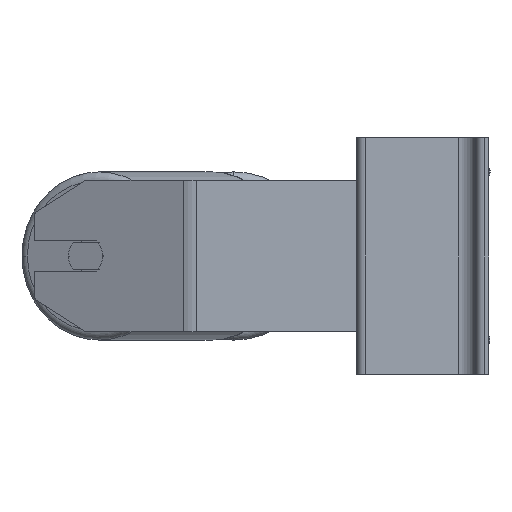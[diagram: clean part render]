
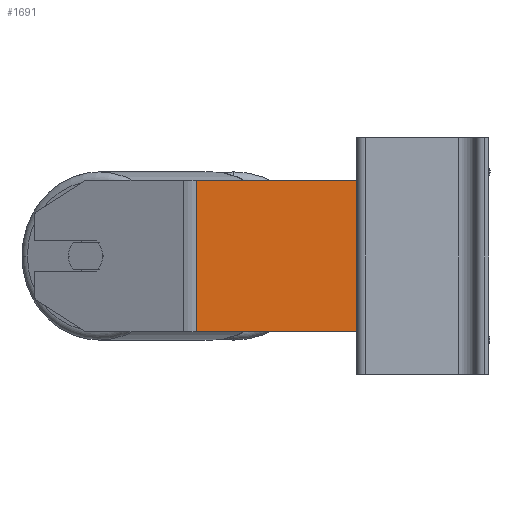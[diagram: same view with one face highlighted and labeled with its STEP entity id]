
A CAD part, left-side view. The second image highlights one B-rep face of the part: STEP entity #1691.
In plain terms, the highlighted planar face has unit normal (-1, 0, 0).
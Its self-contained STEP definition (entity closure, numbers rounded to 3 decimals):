
#57 = CARTESIAN_POINT ( 'NONE',  ( -288., 106.248, 40. ) ) ;
#84 = DIRECTION ( 'NONE',  ( 0., -1., 0. ) ) ;
#101 = EDGE_CURVE ( 'NONE', #8646, #3162, #175, .T. ) ;
#175 = LINE ( 'NONE', #6600, #3868 ) ;
#839 = CARTESIAN_POINT ( 'NONE',  ( -288., 106.248, 40. ) ) ;
#965 = PLANE ( 'NONE',  #1168 ) ;
#1078 = VECTOR ( 'NONE', #1289, 1000. ) ;
#1168 = AXIS2_PLACEMENT_3D ( 'NONE', #57, #4097, #4792 ) ;
#1289 = DIRECTION ( 'NONE',  ( 0., -1., 0. ) ) ;
#1343 = CARTESIAN_POINT ( 'NONE',  ( -288., 102.701, 40. ) ) ;
#1409 = CARTESIAN_POINT ( 'NONE',  ( -288., 102.701, 40. ) ) ;
#1691 = ADVANCED_FACE ( 'NONE', ( #2499 ), #965, .F. ) ;
#1813 = CARTESIAN_POINT ( 'NONE',  ( -288., 18., -40. ) ) ;
#2281 = DIRECTION ( 'NONE',  ( 0., 0., -1. ) ) ;
#2499 = FACE_OUTER_BOUND ( 'NONE', #10466, .T. ) ;
#2648 = ORIENTED_EDGE ( 'NONE', *, *, #5105, .T. ) ;
#2930 = LINE ( 'NONE', #9307, #1078 ) ;
#3162 = VERTEX_POINT ( 'NONE', #1813 ) ;
#3685 = CARTESIAN_POINT ( 'NONE',  ( -288., 18., 40. ) ) ;
#3868 = VECTOR ( 'NONE', #9636, 1000. ) ;
#4097 = DIRECTION ( 'NONE',  ( 1., 0., 0. ) ) ;
#4130 = VECTOR ( 'NONE', #2281, 1000. ) ;
#4300 = VERTEX_POINT ( 'NONE', #5348 ) ;
#4792 = DIRECTION ( 'NONE',  ( 0., 1., 0. ) ) ;
#4973 = LINE ( 'NONE', #839, #9595 ) ;
#5033 = EDGE_CURVE ( 'NONE', #4300, #3162, #2930, .T. ) ;
#5105 = EDGE_CURVE ( 'NONE', #5980, #4300, #6421, .T. ) ;
#5348 = CARTESIAN_POINT ( 'NONE',  ( -288., 102.701, -40. ) ) ;
#5693 = EDGE_CURVE ( 'NONE', #5980, #8646, #4973, .T. ) ;
#5980 = VERTEX_POINT ( 'NONE', #1409 ) ;
#6421 = LINE ( 'NONE', #1343, #4130 ) ;
#6600 = CARTESIAN_POINT ( 'NONE',  ( -288., 18., 40. ) ) ;
#7516 = ORIENTED_EDGE ( 'NONE', *, *, #101, .F. ) ;
#8061 = ORIENTED_EDGE ( 'NONE', *, *, #5033, .T. ) ;
#8303 = ORIENTED_EDGE ( 'NONE', *, *, #5693, .F. ) ;
#8646 = VERTEX_POINT ( 'NONE', #3685 ) ;
#9307 = CARTESIAN_POINT ( 'NONE',  ( -288., 106.248, -40. ) ) ;
#9595 = VECTOR ( 'NONE', #84, 1000. ) ;
#9636 = DIRECTION ( 'NONE',  ( 0., 0., -1. ) ) ;
#10466 = EDGE_LOOP ( 'NONE', ( #8061, #7516, #8303, #2648 ) ) ;
